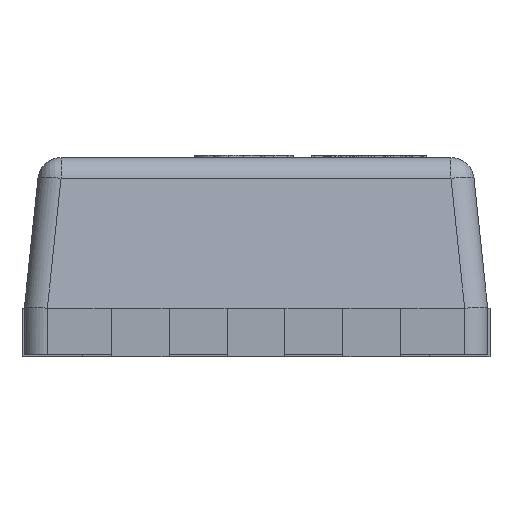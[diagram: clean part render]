
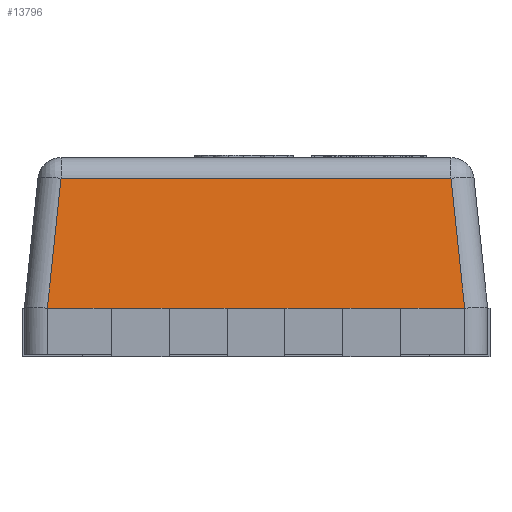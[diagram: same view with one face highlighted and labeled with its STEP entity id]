
A CAD part, front view. The second image highlights one B-rep face of the part: STEP entity #13796.
In plain terms, the highlighted planar face has unit normal (0, -0.995, 0.104).
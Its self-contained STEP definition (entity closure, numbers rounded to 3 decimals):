
#139 = CARTESIAN_POINT ( 'NONE',  ( -0.9, -2.25, 0. ) ) ;
#226 = ORIENTED_EDGE ( 'NONE', *, *, #11758, .T. ) ;
#254 = EDGE_CURVE ( 'NONE', #13625, #14450, #8415, .T. ) ;
#255 = LINE ( 'NONE', #13361, #10874 ) ;
#267 = DIRECTION ( 'NONE',  ( 1., 0., 0. ) ) ;
#271 = EDGE_CURVE ( 'NONE', #3098, #11532, #7143, .T. ) ;
#335 = EDGE_CURVE ( 'NONE', #10988, #13625, #11876, .T. ) ;
#444 = CARTESIAN_POINT ( 'NONE',  ( -0.375, -2.25, 0. ) ) ;
#599 = VERTEX_POINT ( 'NONE', #2794 ) ;
#666 = DIRECTION ( 'NONE',  ( 1., 0., 0. ) ) ;
#757 = VERTEX_POINT ( 'NONE', #8862 ) ;
#784 = EDGE_CURVE ( 'NONE', #10976, #9279, #11460, .T. ) ;
#793 = CARTESIAN_POINT ( 'NONE',  ( -0.625, -2.25, 0. ) ) ;
#919 =( BOUNDED_CURVE ( )  B_SPLINE_CURVE ( 3, ( #1453, #14603, #13598, #3869 ),
 .UNSPECIFIED., .F., .T. ) 
 B_SPLINE_CURVE_WITH_KNOTS ( ( 4, 4 ),
 ( 3.142, 3.147 ),
 .UNSPECIFIED. ) 
 CURVE ( )  GEOMETRIC_REPRESENTATION_ITEM ( )  RATIONAL_B_SPLINE_CURVE ( ( 1., 1., 1., 1. ) ) 
 REPRESENTATION_ITEM ( '' )  );
#1033 = LINE ( 'NONE', #15282, #11583 ) ;
#1124 = LINE ( 'NONE', #7329, #5157 ) ;
#1148 = CARTESIAN_POINT ( 'NONE',  ( -0.901, -2.25, 0. ) ) ;
#1176 = DIRECTION ( 'NONE',  ( -0.104, 0.104, 0.989 ) ) ;
#1453 = CARTESIAN_POINT ( 'NONE',  ( 0.9, -2.25, 0. ) ) ;
#1601 = CARTESIAN_POINT ( 'NONE',  ( 0.375, -2.25, 0. ) ) ;
#1767 = EDGE_CURVE ( 'NONE', #599, #10988, #255, .T. ) ;
#2115 = DIRECTION ( 'NONE',  ( 0., -0.995, 0.105 ) ) ;
#2366 = DIRECTION ( 'NONE',  ( 1., 0., 0. ) ) ;
#2789 = LINE ( 'NONE', #12188, #3726 ) ;
#2794 = CARTESIAN_POINT ( 'NONE',  ( -0.842, -2.191, 0.56 ) ) ;
#2977 = EDGE_CURVE ( 'NONE', #3241, #5034, #7018, .T. ) ;
#3098 = VERTEX_POINT ( 'NONE', #10811 ) ;
#3241 = VERTEX_POINT ( 'NONE', #3291 ) ;
#3291 = CARTESIAN_POINT ( 'NONE',  ( 0.125, -2.25, 0. ) ) ;
#3308 = CARTESIAN_POINT ( 'NONE',  ( -1., -2.25, 0. ) ) ;
#3411 = ORIENTED_EDGE ( 'NONE', *, *, #12908, .T. ) ;
#3700 = DIRECTION ( 'NONE',  ( -0.104, -0.104, -0.989 ) ) ;
#3726 = VECTOR ( 'NONE', #267, 1000. ) ;
#3869 = CARTESIAN_POINT ( 'NONE',  ( 0.901, -2.25, 0. ) ) ;
#4216 = EDGE_CURVE ( 'NONE', #5034, #15115, #1033, .T. ) ;
#4294 = CARTESIAN_POINT ( 'NONE',  ( -1., -2.25, 0. ) ) ;
#4372 = ORIENTED_EDGE ( 'NONE', *, *, #254, .T. ) ;
#4587 = CARTESIAN_POINT ( 'NONE',  ( 0.625, -2.25, 0. ) ) ;
#5034 = VERTEX_POINT ( 'NONE', #1601 ) ;
#5037 = CARTESIAN_POINT ( 'NONE',  ( -0.9, -2.25, 0. ) ) ;
#5157 = VECTOR ( 'NONE', #12161, 1000. ) ;
#5186 = FACE_OUTER_BOUND ( 'NONE', #11305, .T. ) ;
#5506 = CARTESIAN_POINT ( 'NONE',  ( -1., -2.25, 0. ) ) ;
#5663 = EDGE_CURVE ( 'NONE', #11532, #599, #1124, .T. ) ;
#5828 = DIRECTION ( 'NONE',  ( 1., 0., 0. ) ) ;
#6211 = CARTESIAN_POINT ( 'NONE',  ( -0.901, -2.25, 0. ) ) ;
#6558 = EDGE_CURVE ( 'NONE', #14450, #10976, #9289, .T. ) ;
#6744 = CARTESIAN_POINT ( 'NONE',  ( 0.842, -2.191, 0.56 ) ) ;
#7018 = LINE ( 'NONE', #3308, #14324 ) ;
#7090 = CARTESIAN_POINT ( 'NONE',  ( -0.125, -2.25, 0. ) ) ;
#7143 = LINE ( 'NONE', #11971, #14203 ) ;
#7201 = EDGE_CURVE ( 'NONE', #757, #3098, #919, .T. ) ;
#7329 = CARTESIAN_POINT ( 'NONE',  ( -0.932, -2.191, 0.56 ) ) ;
#8132 = ORIENTED_EDGE ( 'NONE', *, *, #2977, .T. ) ;
#8167 = LINE ( 'NONE', #10527, #15120 ) ;
#8172 = DIRECTION ( 'NONE',  ( 0., 0.105, 0.995 ) ) ;
#8354 = AXIS2_PLACEMENT_3D ( 'NONE', #4294, #2115, #8172 ) ;
#8415 = LINE ( 'NONE', #13077, #13967 ) ;
#8693 = ORIENTED_EDGE ( 'NONE', *, *, #335, .T. ) ;
#8862 = CARTESIAN_POINT ( 'NONE',  ( 0.9, -2.25, 0. ) ) ;
#9030 = VECTOR ( 'NONE', #12765, 1000. ) ;
#9168 = CARTESIAN_POINT ( 'NONE',  ( -1., -2.25, 0. ) ) ;
#9215 = ORIENTED_EDGE ( 'NONE', *, *, #5663, .T. ) ;
#9218 = ORIENTED_EDGE ( 'NONE', *, *, #1767, .T. ) ;
#9279 = VERTEX_POINT ( 'NONE', #7090 ) ;
#9289 = LINE ( 'NONE', #5506, #9030 ) ;
#9583 = ORIENTED_EDGE ( 'NONE', *, *, #784, .T. ) ;
#10527 = CARTESIAN_POINT ( 'NONE',  ( -1., -2.25, 0. ) ) ;
#10811 = CARTESIAN_POINT ( 'NONE',  ( 0.901, -2.25, 0. ) ) ;
#10813 = ORIENTED_EDGE ( 'NONE', *, *, #4216, .T. ) ;
#10874 = VECTOR ( 'NONE', #3700, 1000. ) ;
#10976 = VERTEX_POINT ( 'NONE', #444 ) ;
#10988 = VERTEX_POINT ( 'NONE', #1148 ) ;
#11010 = CARTESIAN_POINT ( 'NONE',  ( -0.9, -2.25, 0. ) ) ;
#11305 = EDGE_LOOP ( 'NONE', ( #4372, #14306, #9583, #226, #8132, #10813, #3411, #13871, #14754, #9215, #9218, #8693 ) ) ;
#11460 = LINE ( 'NONE', #9168, #12790 ) ;
#11532 = VERTEX_POINT ( 'NONE', #6744 ) ;
#11583 = VECTOR ( 'NONE', #5828, 1000. ) ;
#11758 = EDGE_CURVE ( 'NONE', #9279, #3241, #2789, .T. ) ;
#11876 =( BOUNDED_CURVE ( )  B_SPLINE_CURVE ( 3, ( #6211, #12129, #11010, #139 ),
 .UNSPECIFIED., .F., .T. ) 
 B_SPLINE_CURVE_WITH_KNOTS ( ( 4, 4 ),
 ( 3.136, 3.142 ),
 .UNSPECIFIED. ) 
 CURVE ( )  GEOMETRIC_REPRESENTATION_ITEM ( )  RATIONAL_B_SPLINE_CURVE ( ( 1., 1., 1., 1. ) ) 
 REPRESENTATION_ITEM ( '' )  );
#11971 = CARTESIAN_POINT ( 'NONE',  ( 0.88, -2.229, 0.195 ) ) ;
#12129 = CARTESIAN_POINT ( 'NONE',  ( -0.9, -2.25, 0. ) ) ;
#12161 = DIRECTION ( 'NONE',  ( -1., 0., 0. ) ) ;
#12188 = CARTESIAN_POINT ( 'NONE',  ( -1., -2.25, 0. ) ) ;
#12765 = DIRECTION ( 'NONE',  ( 1., 0., 0. ) ) ;
#12790 = VECTOR ( 'NONE', #666, 1000. ) ;
#12908 = EDGE_CURVE ( 'NONE', #15115, #757, #8167, .T. ) ;
#13077 = CARTESIAN_POINT ( 'NONE',  ( -1., -2.25, 0. ) ) ;
#13115 = DIRECTION ( 'NONE',  ( 1., 0., 0. ) ) ;
#13361 = CARTESIAN_POINT ( 'NONE',  ( -0.902, -2.251, -0.01 ) ) ;
#13598 = CARTESIAN_POINT ( 'NONE',  ( 0.9, -2.25, 0. ) ) ;
#13625 = VERTEX_POINT ( 'NONE', #5037 ) ;
#13796 = ADVANCED_FACE ( 'NONE', ( #5186 ), #13873, .T. ) ;
#13871 = ORIENTED_EDGE ( 'NONE', *, *, #7201, .T. ) ;
#13873 = PLANE ( 'NONE',  #8354 ) ;
#13967 = VECTOR ( 'NONE', #2366, 1000. ) ;
#14091 = DIRECTION ( 'NONE',  ( 1., 0., 0. ) ) ;
#14203 = VECTOR ( 'NONE', #1176, 1000. ) ;
#14306 = ORIENTED_EDGE ( 'NONE', *, *, #6558, .T. ) ;
#14324 = VECTOR ( 'NONE', #13115, 1000. ) ;
#14450 = VERTEX_POINT ( 'NONE', #793 ) ;
#14603 = CARTESIAN_POINT ( 'NONE',  ( 0.9, -2.25, 0. ) ) ;
#14754 = ORIENTED_EDGE ( 'NONE', *, *, #271, .T. ) ;
#15115 = VERTEX_POINT ( 'NONE', #4587 ) ;
#15120 = VECTOR ( 'NONE', #14091, 1000. ) ;
#15282 = CARTESIAN_POINT ( 'NONE',  ( -1., -2.25, 0. ) ) ;
